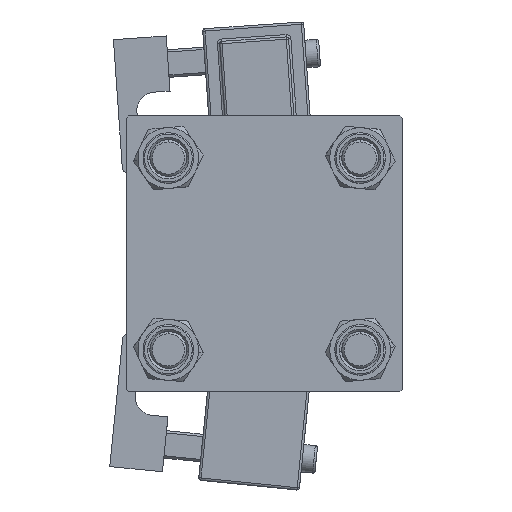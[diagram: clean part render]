
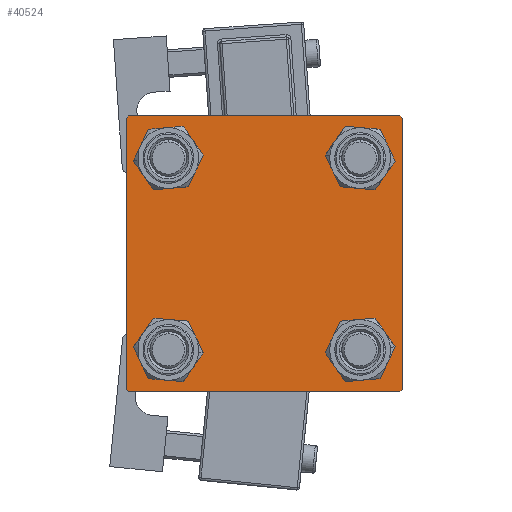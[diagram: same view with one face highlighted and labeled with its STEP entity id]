
A CAD part, left-side view. The second image highlights one B-rep face of the part: STEP entity #40524.
In plain terms, the highlighted planar face has unit normal (-1, 0, 0).
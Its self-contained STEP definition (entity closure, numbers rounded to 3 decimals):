
#27 = CARTESIAN_POINT ( 'NONE',  ( 0., -29.5, -30. ) ) ;
#45 = VERTEX_POINT ( 'NONE', #14833 ) ;
#527 = EDGE_CURVE ( 'NONE', #28805, #52573, #60611, .T. ) ;
#553 = DIRECTION ( 'NONE',  ( 0., -0.707, 0.707 ) ) ;
#843 = FACE_BOUND ( 'NONE', #24227, .T. ) ;
#958 = DIRECTION ( 'NONE',  ( 1., 0., 0. ) ) ;
#1665 = VERTEX_POINT ( 'NONE', #5098 ) ;
#1804 = ORIENTED_EDGE ( 'NONE', *, *, #9962, .T. ) ;
#1826 = DIRECTION ( 'NONE',  ( 1., 0., 0. ) ) ;
#2400 = ORIENTED_EDGE ( 'NONE', *, *, #6324, .T. ) ;
#2495 = EDGE_CURVE ( 'NONE', #37699, #45, #37796, .T. ) ;
#2692 = DIRECTION ( 'NONE',  ( 1., 0., 0. ) ) ;
#3042 = CARTESIAN_POINT ( 'NONE',  ( 0., 29.75, 29.75 ) ) ;
#3624 = LINE ( 'NONE', #3042, #45128 ) ;
#4286 = EDGE_CURVE ( 'NONE', #29262, #1665, #18223, .T. ) ;
#4791 = CIRCLE ( 'NONE', #11698, 4.5 ) ;
#4915 = CARTESIAN_POINT ( 'NONE',  ( 0., -20.85, 20.85 ) ) ;
#5088 = AXIS2_PLACEMENT_3D ( 'NONE', #49498, #2692, #25765 ) ;
#5098 = CARTESIAN_POINT ( 'NONE',  ( 0., -20.85, -16.35 ) ) ;
#6048 = EDGE_LOOP ( 'NONE', ( #38476, #60028, #48294, #28865, #8831, #46356, #12149, #26858 ) ) ;
#6324 = EDGE_CURVE ( 'NONE', #1665, #29262, #52729, .T. ) ;
#6699 = AXIS2_PLACEMENT_3D ( 'NONE', #29047, #24104, #19804 ) ;
#6871 = DIRECTION ( 'NONE',  ( 0., 0.707, 0.707 ) ) ;
#8550 = CARTESIAN_POINT ( 'NONE',  ( 0., 20.85, 20.85 ) ) ;
#8622 = PLANE ( 'NONE',  #45079 ) ;
#8831 = ORIENTED_EDGE ( 'NONE', *, *, #50320, .F. ) ;
#9167 = AXIS2_PLACEMENT_3D ( 'NONE', #54676, #12761, #12457 ) ;
#9696 = CARTESIAN_POINT ( 'NONE',  ( 0., 30., -29.5 ) ) ;
#9962 = EDGE_CURVE ( 'NONE', #49951, #14591, #45041, .T. ) ;
#10058 = FACE_BOUND ( 'NONE', #13352, .T. ) ;
#10840 = VERTEX_POINT ( 'NONE', #11940 ) ;
#10977 = ORIENTED_EDGE ( 'NONE', *, *, #4286, .T. ) ;
#11698 = AXIS2_PLACEMENT_3D ( 'NONE', #8550, #27931, #55680 ) ;
#11859 = EDGE_CURVE ( 'NONE', #25100, #33520, #3624, .T. ) ;
#11940 = CARTESIAN_POINT ( 'NONE',  ( 0., 20.85, -16.35 ) ) ;
#12149 = ORIENTED_EDGE ( 'NONE', *, *, #39346, .F. ) ;
#12457 = DIRECTION ( 'NONE',  ( 0., 0., 1. ) ) ;
#12637 = DIRECTION ( 'NONE',  ( 0., 0., 1. ) ) ;
#12761 = DIRECTION ( 'NONE',  ( 1., 0., 0. ) ) ;
#13352 = EDGE_LOOP ( 'NONE', ( #53692, #22778 ) ) ;
#14392 = CARTESIAN_POINT ( 'NONE',  ( 0., 20.85, 25.35 ) ) ;
#14591 = VERTEX_POINT ( 'NONE', #28584 ) ;
#14703 = VECTOR ( 'NONE', #14716, 1000. ) ;
#14716 = DIRECTION ( 'NONE',  ( 0., 0., -1. ) ) ;
#14833 = CARTESIAN_POINT ( 'NONE',  ( 0., -30., -29.5 ) ) ;
#15045 = LINE ( 'NONE', #34776, #27292 ) ;
#15327 = EDGE_CURVE ( 'NONE', #10840, #31211, #33235, .T. ) ;
#16350 = CARTESIAN_POINT ( 'NONE',  ( 0., -30., 30. ) ) ;
#16396 = CARTESIAN_POINT ( 'NONE',  ( 0., -29.75, 29.75 ) ) ;
#17099 = CARTESIAN_POINT ( 'NONE',  ( 0., -29.5, 30. ) ) ;
#17202 = EDGE_CURVE ( 'NONE', #14591, #49951, #4791, .T. ) ;
#17244 = VECTOR ( 'NONE', #553, 1000. ) ;
#18223 = CIRCLE ( 'NONE', #56625, 4.5 ) ;
#18949 = DIRECTION ( 'NONE',  ( 1., 0., 0. ) ) ;
#19041 = EDGE_CURVE ( 'NONE', #33520, #28805, #19332, .T. ) ;
#19332 = LINE ( 'NONE', #56940, #14703 ) ;
#19592 = CARTESIAN_POINT ( 'NONE',  ( 0., 0., 0. ) ) ;
#19640 = DIRECTION ( 'NONE',  ( 0., 0., 1. ) ) ;
#19804 = DIRECTION ( 'NONE',  ( 0., 0., 1. ) ) ;
#20696 = VECTOR ( 'NONE', #21572, 1000. ) ;
#21572 = DIRECTION ( 'NONE',  ( 0., 0., -1. ) ) ;
#21663 = EDGE_CURVE ( 'NONE', #57845, #52845, #50216, .T. ) ;
#22058 = CARTESIAN_POINT ( 'NONE',  ( 0., 29.5, -30. ) ) ;
#22765 = FACE_OUTER_BOUND ( 'NONE', #6048, .T. ) ;
#22778 = ORIENTED_EDGE ( 'NONE', *, *, #29404, .T. ) ;
#23308 = CARTESIAN_POINT ( 'NONE',  ( 0., -20.85, -25.35 ) ) ;
#24104 = DIRECTION ( 'NONE',  ( 1., 0., 0. ) ) ;
#24227 = EDGE_LOOP ( 'NONE', ( #2400, #10977 ) ) ;
#24628 = CARTESIAN_POINT ( 'NONE',  ( 0., -20.85, -20.85 ) ) ;
#25100 = VERTEX_POINT ( 'NONE', #43856 ) ;
#25765 = DIRECTION ( 'NONE',  ( 0., 0., 1. ) ) ;
#26858 = ORIENTED_EDGE ( 'NONE', *, *, #11859, .T. ) ;
#27292 = VECTOR ( 'NONE', #33856, 1000. ) ;
#27931 = DIRECTION ( 'NONE',  ( 1., 0., 0. ) ) ;
#28584 = CARTESIAN_POINT ( 'NONE',  ( 0., 20.85, 16.35 ) ) ;
#28805 = VERTEX_POINT ( 'NONE', #9696 ) ;
#28865 = ORIENTED_EDGE ( 'NONE', *, *, #2495, .T. ) ;
#29047 = CARTESIAN_POINT ( 'NONE',  ( 0., 20.85, -20.85 ) ) ;
#29262 = VERTEX_POINT ( 'NONE', #23308 ) ;
#29404 = EDGE_CURVE ( 'NONE', #31211, #10840, #58233, .T. ) ;
#31211 = VERTEX_POINT ( 'NONE', #53666 ) ;
#31837 = DIRECTION ( 'NONE',  ( 0., -1., 0. ) ) ;
#31984 = EDGE_LOOP ( 'NONE', ( #37243, #44246 ) ) ;
#32578 = CARTESIAN_POINT ( 'NONE',  ( 0., -29.75, -29.75 ) ) ;
#32583 = DIRECTION ( 'NONE',  ( 0., -0.707, -0.707 ) ) ;
#33235 = CIRCLE ( 'NONE', #6699, 4.5 ) ;
#33520 = VERTEX_POINT ( 'NONE', #36411 ) ;
#33856 = DIRECTION ( 'NONE',  ( 0., -1., 0. ) ) ;
#34776 = CARTESIAN_POINT ( 'NONE',  ( 0., 30., 30. ) ) ;
#36411 = CARTESIAN_POINT ( 'NONE',  ( 0., 30., 29.5 ) ) ;
#36749 = LINE ( 'NONE', #60170, #40501 ) ;
#36889 = CARTESIAN_POINT ( 'NONE',  ( 0., 29.75, -29.75 ) ) ;
#37243 = ORIENTED_EDGE ( 'NONE', *, *, #59309, .T. ) ;
#37699 = VERTEX_POINT ( 'NONE', #27 ) ;
#37796 = LINE ( 'NONE', #32578, #17244 ) ;
#38476 = ORIENTED_EDGE ( 'NONE', *, *, #19041, .T. ) ;
#39093 = AXIS2_PLACEMENT_3D ( 'NONE', #47685, #1826, #19640 ) ;
#39346 = EDGE_CURVE ( 'NONE', #25100, #56562, #15045, .T. ) ;
#39917 = DIRECTION ( 'NONE',  ( 1., 0., 0. ) ) ;
#40326 = CARTESIAN_POINT ( 'NONE',  ( 0., -30., 29.5 ) ) ;
#40429 = LINE ( 'NONE', #16396, #59118 ) ;
#40501 = VECTOR ( 'NONE', #31837, 1000. ) ;
#40524 = ADVANCED_FACE ( 'NONE', ( #43007, #843, #10058, #50820, #22765 ), #8622, .T. ) ;
#41186 = DIRECTION ( 'NONE',  ( 0., 0.707, -0.707 ) ) ;
#42674 = CARTESIAN_POINT ( 'NONE',  ( 0., -20.85, -20.85 ) ) ;
#43007 = FACE_BOUND ( 'NONE', #31984, .T. ) ;
#43856 = CARTESIAN_POINT ( 'NONE',  ( 0., 29.5, 30. ) ) ;
#44246 = ORIENTED_EDGE ( 'NONE', *, *, #21663, .T. ) ;
#45041 = CIRCLE ( 'NONE', #39093, 4.5 ) ;
#45079 = AXIS2_PLACEMENT_3D ( 'NONE', #19592, #54859, #12637 ) ;
#45128 = VECTOR ( 'NONE', #41186, 1000. ) ;
#46299 = AXIS2_PLACEMENT_3D ( 'NONE', #4915, #39917, #47414 ) ;
#46356 = ORIENTED_EDGE ( 'NONE', *, *, #48106, .T. ) ;
#46693 = DIRECTION ( 'NONE',  ( 0., 0., 1. ) ) ;
#47414 = DIRECTION ( 'NONE',  ( 0., 0., 1. ) ) ;
#47685 = CARTESIAN_POINT ( 'NONE',  ( 0., 20.85, 20.85 ) ) ;
#48106 = EDGE_CURVE ( 'NONE', #55072, #56562, #40429, .T. ) ;
#48294 = ORIENTED_EDGE ( 'NONE', *, *, #51012, .T. ) ;
#48822 = AXIS2_PLACEMENT_3D ( 'NONE', #24628, #958, #53002 ) ;
#49498 = CARTESIAN_POINT ( 'NONE',  ( 0., 20.85, -20.85 ) ) ;
#49951 = VERTEX_POINT ( 'NONE', #14392 ) ;
#50216 = CIRCLE ( 'NONE', #46299, 4.5 ) ;
#50320 = EDGE_CURVE ( 'NONE', #55072, #45, #53356, .T. ) ;
#50648 = ORIENTED_EDGE ( 'NONE', *, *, #17202, .T. ) ;
#50820 = FACE_BOUND ( 'NONE', #60922, .T. ) ;
#51012 = EDGE_CURVE ( 'NONE', #52573, #37699, #36749, .T. ) ;
#52573 = VERTEX_POINT ( 'NONE', #22058 ) ;
#52729 = CIRCLE ( 'NONE', #48822, 4.5 ) ;
#52845 = VERTEX_POINT ( 'NONE', #58197 ) ;
#53002 = DIRECTION ( 'NONE',  ( 0., 0., 1. ) ) ;
#53356 = LINE ( 'NONE', #16350, #20696 ) ;
#53666 = CARTESIAN_POINT ( 'NONE',  ( 0., 20.85, -25.35 ) ) ;
#53692 = ORIENTED_EDGE ( 'NONE', *, *, #15327, .T. ) ;
#54628 = CARTESIAN_POINT ( 'NONE',  ( 0., -20.85, 16.35 ) ) ;
#54676 = CARTESIAN_POINT ( 'NONE',  ( 0., -20.85, 20.85 ) ) ;
#54859 = DIRECTION ( 'NONE',  ( -1., 0., 0. ) ) ;
#55072 = VERTEX_POINT ( 'NONE', #40326 ) ;
#55680 = DIRECTION ( 'NONE',  ( 0., 0., 1. ) ) ;
#56562 = VERTEX_POINT ( 'NONE', #17099 ) ;
#56625 = AXIS2_PLACEMENT_3D ( 'NONE', #42674, #18949, #46693 ) ;
#56940 = CARTESIAN_POINT ( 'NONE',  ( 0., 30., 30. ) ) ;
#57430 = CIRCLE ( 'NONE', #9167, 4.5 ) ;
#57845 = VERTEX_POINT ( 'NONE', #54628 ) ;
#58197 = CARTESIAN_POINT ( 'NONE',  ( 0., -20.85, 25.35 ) ) ;
#58233 = CIRCLE ( 'NONE', #5088, 4.5 ) ;
#59118 = VECTOR ( 'NONE', #6871, 1000. ) ;
#59309 = EDGE_CURVE ( 'NONE', #52845, #57845, #57430, .T. ) ;
#59479 = VECTOR ( 'NONE', #32583, 1000. ) ;
#60028 = ORIENTED_EDGE ( 'NONE', *, *, #527, .T. ) ;
#60170 = CARTESIAN_POINT ( 'NONE',  ( 0., 30., -30. ) ) ;
#60611 = LINE ( 'NONE', #36889, #59479 ) ;
#60922 = EDGE_LOOP ( 'NONE', ( #1804, #50648 ) ) ;
